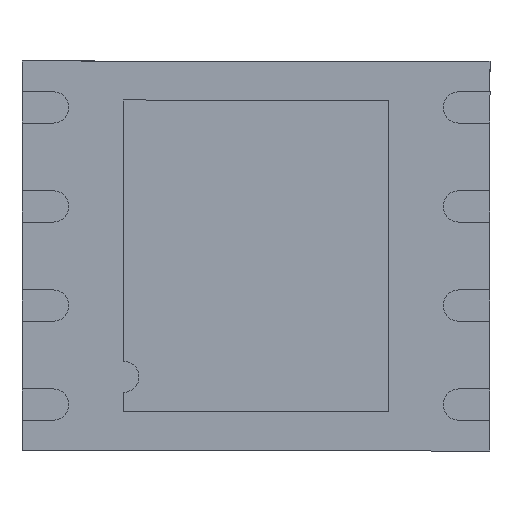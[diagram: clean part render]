
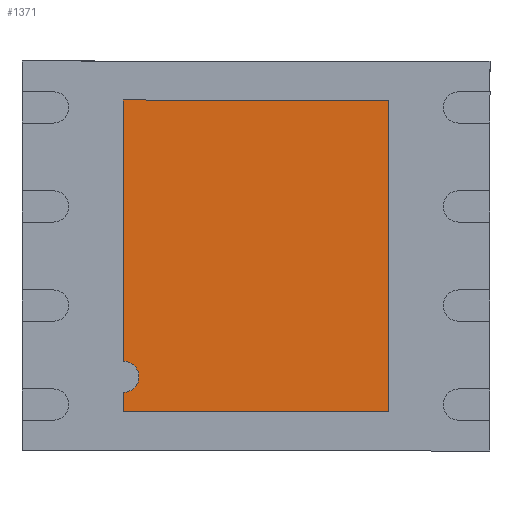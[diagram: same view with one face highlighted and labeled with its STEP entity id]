
A CAD part, front view. The second image highlights one B-rep face of the part: STEP entity #1371.
In plain terms, the highlighted planar face has unit normal (0, -1, 0).
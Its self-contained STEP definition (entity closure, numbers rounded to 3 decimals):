
#203 = FACE_OUTER_BOUND ( 'NONE', #1190, .T. ) ;
#297 = CARTESIAN_POINT ( 'NONE',  ( 1.7, 0., -2. ) ) ;
#341 = LINE ( 'NONE', #2558, #2859 ) ;
#375 = ORIENTED_EDGE ( 'NONE', *, *, #629, .T. ) ;
#419 = ORIENTED_EDGE ( 'NONE', *, *, #3239, .F. ) ;
#559 = CARTESIAN_POINT ( 'NONE',  ( -1.7, 0., -1.35 ) ) ;
#582 = DIRECTION ( 'NONE',  ( 0., 0., 1. ) ) ;
#623 = DIRECTION ( 'NONE',  ( -1., 0., 0. ) ) ;
#629 = EDGE_CURVE ( 'NONE', #642, #2627, #341, .T. ) ;
#642 = VERTEX_POINT ( 'NONE', #2840 ) ;
#678 = LINE ( 'NONE', #3451, #3480 ) ;
#686 = DIRECTION ( 'NONE',  ( 1., 0., 0. ) ) ;
#695 = EDGE_CURVE ( 'NONE', #1724, #1626, #3368, .T. ) ;
#743 = DIRECTION ( 'NONE',  ( -1., 0., 0. ) ) ;
#882 = ORIENTED_EDGE ( 'NONE', *, *, #2096, .T. ) ;
#1046 = CARTESIAN_POINT ( 'NONE',  ( 0., 0., 0. ) ) ;
#1190 = EDGE_LOOP ( 'NONE', ( #882, #419, #3405, #375, #2369, #2409 ) ) ;
#1356 = DIRECTION ( 'NONE',  ( 0., 0., -1. ) ) ;
#1371 = ADVANCED_FACE ( 'NONE', ( #203 ), #3188, .F. ) ;
#1440 = VECTOR ( 'NONE', #1356, 1000. ) ;
#1539 = EDGE_CURVE ( 'NONE', #2256, #642, #1593, .T. ) ;
#1547 = DIRECTION ( 'NONE',  ( 1., 0., 0. ) ) ;
#1582 = CARTESIAN_POINT ( 'NONE',  ( -1.7, 0., -1.75 ) ) ;
#1588 = CARTESIAN_POINT ( 'NONE',  ( -1.7, 0., -2. ) ) ;
#1593 = LINE ( 'NONE', #1588, #1440 ) ;
#1626 = VERTEX_POINT ( 'NONE', #3326 ) ;
#1724 = VERTEX_POINT ( 'NONE', #1945 ) ;
#1747 = CARTESIAN_POINT ( 'NONE',  ( -1.7, 0., -1.55 ) ) ;
#1822 = DIRECTION ( 'NONE',  ( 0., 1., 0. ) ) ;
#1945 = CARTESIAN_POINT ( 'NONE',  ( 1.7, 0., 2. ) ) ;
#2051 = DIRECTION ( 'NONE',  ( 0., 0., -1. ) ) ;
#2078 = CARTESIAN_POINT ( 'NONE',  ( 1.7, 0., 2. ) ) ;
#2096 = EDGE_CURVE ( 'NONE', #1626, #2398, #678, .T. ) ;
#2256 = VERTEX_POINT ( 'NONE', #1582 ) ;
#2369 = ORIENTED_EDGE ( 'NONE', *, *, #2417, .T. ) ;
#2386 = VECTOR ( 'NONE', #582, 1000. ) ;
#2398 = VERTEX_POINT ( 'NONE', #559 ) ;
#2409 = ORIENTED_EDGE ( 'NONE', *, *, #695, .T. ) ;
#2417 = EDGE_CURVE ( 'NONE', #2627, #1724, #2746, .T. ) ;
#2434 = AXIS2_PLACEMENT_3D ( 'NONE', #1046, #1822, #1547 ) ;
#2558 = CARTESIAN_POINT ( 'NONE',  ( 1.7, 0., -2. ) ) ;
#2627 = VERTEX_POINT ( 'NONE', #3224 ) ;
#2736 = DIRECTION ( 'NONE',  ( 0., -1., 0. ) ) ;
#2746 = LINE ( 'NONE', #297, #2386 ) ;
#2840 = CARTESIAN_POINT ( 'NONE',  ( -1.7, 0., -2. ) ) ;
#2859 = VECTOR ( 'NONE', #686, 1000. ) ;
#3068 = VECTOR ( 'NONE', #743, 1000. ) ;
#3143 = AXIS2_PLACEMENT_3D ( 'NONE', #1747, #2736, #623 ) ;
#3188 = PLANE ( 'NONE',  #2434 ) ;
#3224 = CARTESIAN_POINT ( 'NONE',  ( 1.7, 0., -2. ) ) ;
#3239 = EDGE_CURVE ( 'NONE', #2256, #2398, #3427, .T. ) ;
#3326 = CARTESIAN_POINT ( 'NONE',  ( -1.7, 0., 2. ) ) ;
#3368 = LINE ( 'NONE', #2078, #3068 ) ;
#3405 = ORIENTED_EDGE ( 'NONE', *, *, #1539, .T. ) ;
#3427 = CIRCLE ( 'NONE', #3143, 0.2 ) ;
#3451 = CARTESIAN_POINT ( 'NONE',  ( -1.7, 0., -2. ) ) ;
#3480 = VECTOR ( 'NONE', #2051, 1000. ) ;
